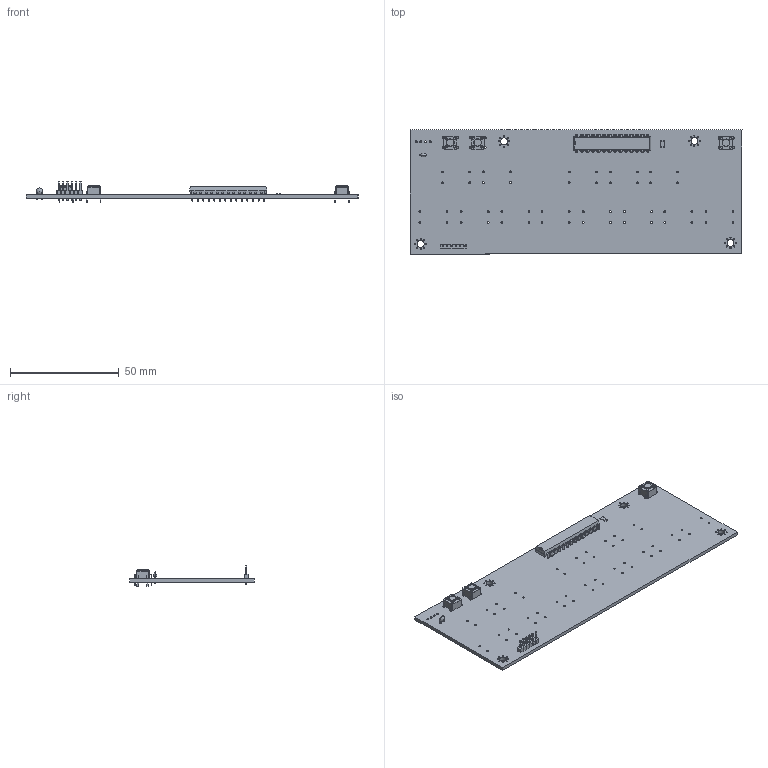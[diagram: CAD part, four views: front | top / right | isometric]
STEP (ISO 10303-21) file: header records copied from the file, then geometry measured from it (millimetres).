
FILE_DESCRIPTION(('KiCad electronic assembly'),'2;1');
FILE_NAME('bluetoothMidiController.step','2019-04-02T22:02:41',( 'An Author'),('A Company'),'Open CASCADE STEP processor 6.9', 'KiCad to STEP converter','Unknown');
FILE_SCHEMA(('AUTOMOTIVE_DESIGN { 1 0 10303 214 1 1 1 1 }'));
Length unit declared in the file: millimetre
Products named in the file (12): Open CASCADE STEP translator 6.9 1; SW_PUSH_6mm; SOLID; PinHeader_1x06_P2.00mm_Vertical; DIP-28_W7.62mm; C_Disc_D3.0mm_W1.6mm_P2.50mm; R_1206_3216Metric; COMPOUND
Assembly tree (13 placements, depth 3):
  Open CASCADE STEP translator 6.9 1
    SW_PUSH_6mm  x3
      SOLID
    PinHeader_1x06_P2.00mm_Vertical
      SOLID
    DIP-28_W7.62mm
      SOLID
    C_Disc_D3.0mm_W1.6mm_P2.50mm
      SOLID
    R_1206_3216Metric
      SOLID
    COMPOUND
Bounding box: 152.9 x 57.2 x 9.5 mm (x, y, z)
Volume: 15031.7 mm3; surface area: 20402.3 mm2
Topology: 8 solids, 8 shells, 1135 faces, 3052 edges, 1958 vertices
Faces by surface type: plane 754, cylinder 334, bspline 40, torus 3, revolution 2, sphere 2
Full cylindrical faces by diameter (mm): 0.5 x34, 0.8 x36, 0.813 x52, 0.9 x4, 1 x12, 1.1 x12, 3.2 x4, 3.5 x3
Entity records: 69053 total; most frequent: CARTESIAN_POINT 12465, DIRECTION 9536, LINE 6333, VECTOR 6333, ORIENTED_EDGE 4992, PCURVE 4992, DEFINITIONAL_REPRESENTATION 4992, EDGE_CURVE 2496
